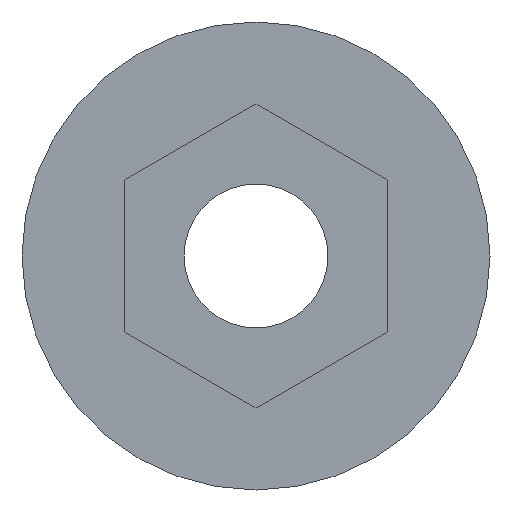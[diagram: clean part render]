
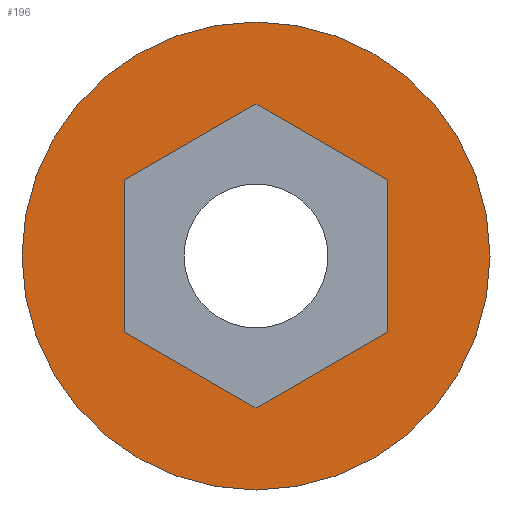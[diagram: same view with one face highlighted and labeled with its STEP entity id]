
A CAD part, front view. The second image highlights one B-rep face of the part: STEP entity #196.
In plain terms, the highlighted planar face has unit normal (0, -1, 0).
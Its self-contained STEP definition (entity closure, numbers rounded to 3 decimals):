
#17=FACE_BOUND('',#51,.T.);
#26=PLANE('',#234);
#37=FACE_OUTER_BOUND('',#50,.T.);
#50=EDGE_LOOP('',(#177));
#51=EDGE_LOOP('',(#178,#179,#180,#181,#182,#183));
#53=LINE('',#297,#73);
#57=LINE('',#305,#77);
#60=LINE('',#311,#80);
#63=LINE('',#317,#83);
#66=LINE('',#323,#86);
#69=LINE('',#328,#89);
#73=VECTOR('',#246,10.);
#77=VECTOR('',#252,10.);
#80=VECTOR('',#257,10.);
#83=VECTOR('',#262,10.);
#86=VECTOR('',#267,10.);
#89=VECTOR('',#272,10.);
#95=CIRCLE('',#232,8.);
#98=VERTEX_POINT('',#295);
#99=VERTEX_POINT('',#296);
#102=VERTEX_POINT('',#304);
#104=VERTEX_POINT('',#310);
#106=VERTEX_POINT('',#316);
#108=VERTEX_POINT('',#322);
#111=VERTEX_POINT('',#334);
#115=EDGE_CURVE('',#98,#99,#53,.T.);
#119=EDGE_CURVE('',#99,#102,#57,.T.);
#122=EDGE_CURVE('',#102,#104,#60,.T.);
#125=EDGE_CURVE('',#104,#106,#63,.T.);
#128=EDGE_CURVE('',#106,#108,#66,.T.);
#131=EDGE_CURVE('',#108,#98,#69,.T.);
#135=EDGE_CURVE('',#111,#111,#95,.T.);
#177=ORIENTED_EDGE('',*,*,#135,.F.);
#178=ORIENTED_EDGE('',*,*,#115,.T.);
#179=ORIENTED_EDGE('',*,*,#119,.T.);
#180=ORIENTED_EDGE('',*,*,#122,.T.);
#181=ORIENTED_EDGE('',*,*,#125,.T.);
#182=ORIENTED_EDGE('',*,*,#128,.T.);
#183=ORIENTED_EDGE('',*,*,#131,.T.);
#196=ADVANCED_FACE('',(#37,#17),#26,.F.);
#232=AXIS2_PLACEMENT_3D('',#336,#281,#282);
#234=AXIS2_PLACEMENT_3D('',#338,#285,#286);
#246=DIRECTION('',(-0.866,0.,-0.5));
#252=DIRECTION('',(-0.866,0.,0.5));
#257=DIRECTION('',(0.,0.,1.));
#262=DIRECTION('',(0.866,0.,0.5));
#267=DIRECTION('',(0.866,0.,-0.5));
#272=DIRECTION('',(0.,0.,-1.));
#281=DIRECTION('center_axis',(0.,1.,0.));
#282=DIRECTION('ref_axis',(-1.,0.,0.));
#285=DIRECTION('center_axis',(0.,1.,0.));
#286=DIRECTION('ref_axis',(0.,0.,1.));
#295=CARTESIAN_POINT('',(4.5,0.,-2.598));
#296=CARTESIAN_POINT('',(0.,0.,-5.196));
#297=CARTESIAN_POINT('',(1.125,0.,-4.547));
#304=CARTESIAN_POINT('',(-4.5,0.,-2.598));
#305=CARTESIAN_POINT('',(-3.375,0.,-3.248));
#310=CARTESIAN_POINT('',(-4.5,0.,2.598));
#311=CARTESIAN_POINT('',(-4.5,0.,1.299));
#316=CARTESIAN_POINT('',(0.,0.,5.196));
#317=CARTESIAN_POINT('',(-1.125,0.,4.547));
#322=CARTESIAN_POINT('',(4.5,0.,2.598));
#323=CARTESIAN_POINT('',(3.375,0.,3.248));
#328=CARTESIAN_POINT('',(4.5,0.,-1.299));
#334=CARTESIAN_POINT('',(8.,0.,0.));
#336=CARTESIAN_POINT('Origin',(0.,0.,0.));
#338=CARTESIAN_POINT('Origin',(0.,0.,0.));
